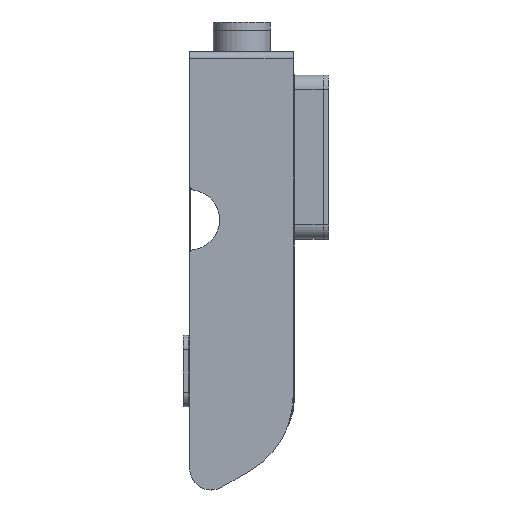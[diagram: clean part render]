
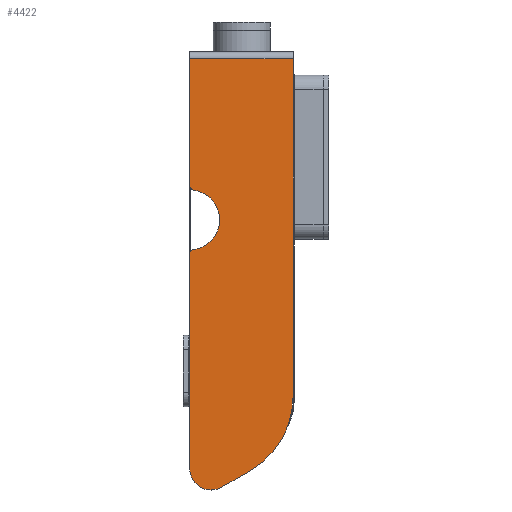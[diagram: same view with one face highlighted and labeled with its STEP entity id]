
A CAD part, left-side view. The second image highlights one B-rep face of the part: STEP entity #4422.
In plain terms, the highlighted face is planar.
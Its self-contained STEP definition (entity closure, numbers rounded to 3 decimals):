
#9 = VERTEX_POINT ( 'NONE', #2124 ) ;
#128 = VECTOR ( 'NONE', #1058, 1000. ) ;
#159 = CARTESIAN_POINT ( 'NONE',  ( 38., -33.48, -162.542 ) ) ;
#261 = VECTOR ( 'NONE', #2229, 1000. ) ;
#493 = DIRECTION ( 'NONE',  ( 0., 0., 1. ) ) ;
#556 = EDGE_CURVE ( 'NONE', #3921, #1515, #4908, .T. ) ;
#726 = EDGE_CURVE ( 'NONE', #1176, #1665, #2951, .T. ) ;
#836 = ORIENTED_EDGE ( 'NONE', *, *, #6964, .T. ) ;
#1058 = DIRECTION ( 'NONE',  ( 0., 0., -1. ) ) ;
#1176 = VERTEX_POINT ( 'NONE', #8139 ) ;
#1177 = CARTESIAN_POINT ( 'NONE',  ( 38., -36.48, -138.73 ) ) ;
#1228 = PLANE ( 'NONE',  #5555 ) ;
#1255 = VECTOR ( 'NONE', #2514, 1000. ) ;
#1487 = CARTESIAN_POINT ( 'NONE',  ( 38., -13.98, -326.149 ) ) ;
#1508 = CARTESIAN_POINT ( 'NONE',  ( 38., -21.48, -313.158 ) ) ;
#1515 = VERTEX_POINT ( 'NONE', #2509 ) ;
#1543 = DIRECTION ( 'NONE',  ( -1., 0., 0. ) ) ;
#1641 = CARTESIAN_POINT ( 'NONE',  ( 38., 36.02, -21.23 ) ) ;
#1665 = VERTEX_POINT ( 'NONE', #7706 ) ;
#1728 = VECTOR ( 'NONE', #4641, 1000. ) ;
#1740 = CARTESIAN_POINT ( 'NONE',  ( 38., 36.02, -25.73 ) ) ;
#1892 = AXIS2_PLACEMENT_3D ( 'NONE', #1177, #4979, #8205 ) ;
#1968 = LINE ( 'NONE', #4550, #1255 ) ;
#2020 = DIRECTION ( 'NONE',  ( 0., 0., 1. ) ) ;
#2030 = ORIENTED_EDGE ( 'NONE', *, *, #556, .F. ) ;
#2124 = CARTESIAN_POINT ( 'NONE',  ( 38., 36.02, -25.73 ) ) ;
#2229 = DIRECTION ( 'NONE',  ( 0., -1., 0. ) ) ;
#2403 = CARTESIAN_POINT ( 'NONE',  ( 38., -33.48, -114.918 ) ) ;
#2467 = CARTESIAN_POINT ( 'NONE',  ( 38., -36.48, -25.73 ) ) ;
#2509 = CARTESIAN_POINT ( 'NONE',  ( 38., 6.02, -314.602 ) ) ;
#2514 = DIRECTION ( 'NONE',  ( 0., 0., -1. ) ) ;
#2773 = AXIS2_PLACEMENT_3D ( 'NONE', #2403, #4790, #493 ) ;
#2951 = CIRCLE ( 'NONE', #1892, 21. ) ;
#3020 = EDGE_CURVE ( 'NONE', #9, #3921, #5268, .T. ) ;
#3070 = DIRECTION ( 'NONE',  ( -1., 0., 0. ) ) ;
#3074 = CIRCLE ( 'NONE', #3603, 3. ) ;
#3088 = VERTEX_POINT ( 'NONE', #2467 ) ;
#3239 = EDGE_CURVE ( 'NONE', #1176, #5581, #3074, .T. ) ;
#3405 = CARTESIAN_POINT ( 'NONE',  ( 38., 36.02, -262.64 ) ) ;
#3456 = EDGE_LOOP ( 'NONE', ( #5142, #7667, #7525, #4319, #6691, #2030, #6112, #836, #8040, #4983 ) ) ;
#3603 = AXIS2_PLACEMENT_3D ( 'NONE', #159, #3812, #7588 ) ;
#3638 = VERTEX_POINT ( 'NONE', #7937 ) ;
#3648 = LINE ( 'NONE', #3772, #128 ) ;
#3772 = CARTESIAN_POINT ( 'NONE',  ( 38., -36.48, -21.23 ) ) ;
#3812 = DIRECTION ( 'NONE',  ( 1., 0., 0. ) ) ;
#3850 = CARTESIAN_POINT ( 'NONE',  ( 38., -36.48, -114.918 ) ) ;
#3921 = VERTEX_POINT ( 'NONE', #3405 ) ;
#3980 = CIRCLE ( 'NONE', #2773, 3. ) ;
#4212 = AXIS2_PLACEMENT_3D ( 'NONE', #1508, #1543, #5216 ) ;
#4319 = ORIENTED_EDGE ( 'NONE', *, *, #5822, .F. ) ;
#4422 = ADVANCED_FACE ( 'NONE', ( #4429 ), #1228, .F. ) ;
#4429 = FACE_OUTER_BOUND ( 'NONE', #3456, .T. ) ;
#4550 = CARTESIAN_POINT ( 'NONE',  ( 38., -36.48, -21.23 ) ) ;
#4641 = DIRECTION ( 'NONE',  ( 0., 0., -1. ) ) ;
#4790 = DIRECTION ( 'NONE',  ( 1., 0., 0. ) ) ;
#4908 = CIRCLE ( 'NONE', #7015, 60. ) ;
#4955 = LINE ( 'NONE', #1740, #261 ) ;
#4979 = DIRECTION ( 'NONE',  ( 1., 0., 0. ) ) ;
#4983 = ORIENTED_EDGE ( 'NONE', *, *, #7893, .T. ) ;
#5142 = ORIENTED_EDGE ( 'NONE', *, *, #726, .F. ) ;
#5216 = DIRECTION ( 'NONE',  ( 0., 0., 1. ) ) ;
#5268 = LINE ( 'NONE', #1641, #1728 ) ;
#5364 = EDGE_CURVE ( 'NONE', #1515, #6667, #7131, .T. ) ;
#5487 = EDGE_CURVE ( 'NONE', #3088, #7404, #3648, .T. ) ;
#5555 = AXIS2_PLACEMENT_3D ( 'NONE', #6333, #3070, #5605 ) ;
#5581 = VERTEX_POINT ( 'NONE', #7565 ) ;
#5605 = DIRECTION ( 'NONE',  ( 0., 0., 1. ) ) ;
#5822 = EDGE_CURVE ( 'NONE', #6667, #3638, #6196, .T. ) ;
#5883 = CARTESIAN_POINT ( 'NONE',  ( 38., -23.98, -262.64 ) ) ;
#5911 = CARTESIAN_POINT ( 'NONE',  ( 38., -13.98, -326.149 ) ) ;
#6112 = ORIENTED_EDGE ( 'NONE', *, *, #3020, .F. ) ;
#6196 = CIRCLE ( 'NONE', #4212, 15. ) ;
#6260 = EDGE_CURVE ( 'NONE', #5581, #3638, #1968, .T. ) ;
#6333 = CARTESIAN_POINT ( 'NONE',  ( 38., 36.02, -21.23 ) ) ;
#6339 = DIRECTION ( 'NONE',  ( 0., -0.866, -0.5 ) ) ;
#6667 = VERTEX_POINT ( 'NONE', #5911 ) ;
#6691 = ORIENTED_EDGE ( 'NONE', *, *, #5364, .F. ) ;
#6964 = EDGE_CURVE ( 'NONE', #9, #3088, #4955, .T. ) ;
#7015 = AXIS2_PLACEMENT_3D ( 'NONE', #5883, #7747, #2020 ) ;
#7131 = LINE ( 'NONE', #1487, #8216 ) ;
#7404 = VERTEX_POINT ( 'NONE', #3850 ) ;
#7525 = ORIENTED_EDGE ( 'NONE', *, *, #6260, .T. ) ;
#7565 = CARTESIAN_POINT ( 'NONE',  ( 38., -36.48, -162.542 ) ) ;
#7588 = DIRECTION ( 'NONE',  ( 0., 0., 1. ) ) ;
#7667 = ORIENTED_EDGE ( 'NONE', *, *, #3239, .T. ) ;
#7706 = CARTESIAN_POINT ( 'NONE',  ( 38., -33.855, -117.895 ) ) ;
#7747 = DIRECTION ( 'NONE',  ( -1., 0., 0. ) ) ;
#7893 = EDGE_CURVE ( 'NONE', #7404, #1665, #3980, .T. ) ;
#7937 = CARTESIAN_POINT ( 'NONE',  ( 38., -36.48, -313.158 ) ) ;
#8040 = ORIENTED_EDGE ( 'NONE', *, *, #5487, .T. ) ;
#8139 = CARTESIAN_POINT ( 'NONE',  ( 38., -33.855, -159.565 ) ) ;
#8205 = DIRECTION ( 'NONE',  ( 0., 0., -1. ) ) ;
#8216 = VECTOR ( 'NONE', #6339, 1000. ) ;
